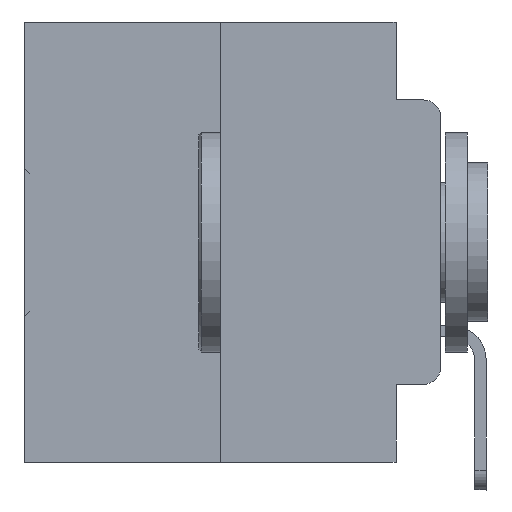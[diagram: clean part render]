
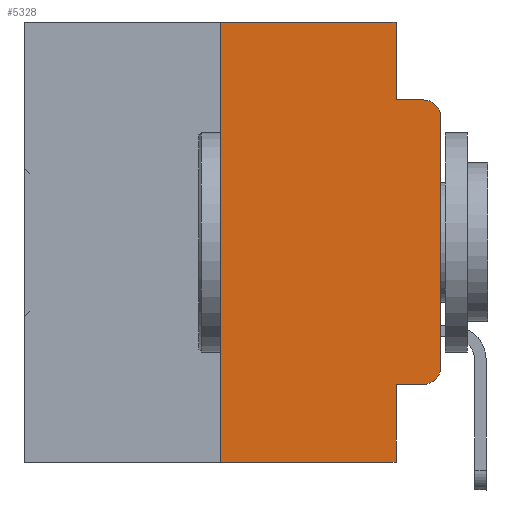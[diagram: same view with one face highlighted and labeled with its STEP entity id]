
A CAD part, left-side view. The second image highlights one B-rep face of the part: STEP entity #5328.
In plain terms, the highlighted planar face has unit normal (-1, 0, 0).
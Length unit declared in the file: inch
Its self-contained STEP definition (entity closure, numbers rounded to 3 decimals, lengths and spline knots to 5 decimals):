
#331 = CARTESIAN_POINT ( 'NONE',  ( 0., 0.051, -0.4115 ) ) ;
#339 = EDGE_CURVE ( 'NONE', #8655, #19946, #18768, .T. ) ;
#1204 = CARTESIAN_POINT ( 'NONE',  ( 0., 0.051, 0. ) ) ;
#1613 = VECTOR ( 'NONE', #30324, 39.37008 ) ;
#1817 = DIRECTION ( 'NONE',  ( 0., -1., 0. ) ) ;
#2461 = LINE ( 'NONE', #27236, #8973 ) ;
#2728 = DIRECTION ( 'NONE',  ( 0., 0., -1. ) ) ;
#3167 = LINE ( 'NONE', #17218, #4408 ) ;
#3341 = VECTOR ( 'NONE', #31123, 39.37008 ) ;
#4408 = VECTOR ( 'NONE', #1817, 39.37008 ) ;
#5328 = ADVANCED_FACE ( 'NONE', ( #33538 ), #22520, .F. ) ;
#5909 = VECTOR ( 'NONE', #26406, 39.37008 ) ;
#6185 = VECTOR ( 'NONE', #21923, 39.37008 ) ;
#6434 = VERTEX_POINT ( 'NONE', #1204 ) ;
#6908 = CIRCLE ( 'NONE', #29978, 0.02 ) ;
#7148 = VERTEX_POINT ( 'NONE', #26008 ) ;
#7477 = ORIENTED_EDGE ( 'NONE', *, *, #12778, .F. ) ;
#7874 = VECTOR ( 'NONE', #13353, 39.37008 ) ;
#8264 = CARTESIAN_POINT ( 'NONE',  ( 0., 0.051, 0. ) ) ;
#8353 = DIRECTION ( 'NONE',  ( 0., 0., -1. ) ) ;
#8655 = VERTEX_POINT ( 'NONE', #14516 ) ;
#8973 = VECTOR ( 'NONE', #32203, 39.37008 ) ;
#10760 = EDGE_CURVE ( 'NONE', #17789, #13893, #25515, .T. ) ;
#11095 = EDGE_LOOP ( 'NONE', ( #31050, #12839, #17288, #7477, #28835, #32695, #19128, #19490, #27895, #32823 ) ) ;
#11274 = CARTESIAN_POINT ( 'NONE',  ( 0., 0.02, -0.1085 ) ) ;
#11375 = CARTESIAN_POINT ( 'NONE',  ( 0., 0.051, -0.0885 ) ) ;
#11558 = CARTESIAN_POINT ( 'NONE',  ( 0., 0., -0.3915 ) ) ;
#12056 = DIRECTION ( 'NONE',  ( 1., 0., 0. ) ) ;
#12716 = CARTESIAN_POINT ( 'NONE',  ( 0., 0.02, -0.3915 ) ) ;
#12778 = EDGE_CURVE ( 'NONE', #6434, #7148, #21269, .T. ) ;
#12839 = ORIENTED_EDGE ( 'NONE', *, *, #30416, .T. ) ;
#13028 = CARTESIAN_POINT ( 'NONE',  ( 0., 0.25, 0. ) ) ;
#13353 = DIRECTION ( 'NONE',  ( 0., 0., -1. ) ) ;
#13604 = VERTEX_POINT ( 'NONE', #11558 ) ;
#13893 = VERTEX_POINT ( 'NONE', #23806 ) ;
#14516 = CARTESIAN_POINT ( 'NONE',  ( 0., 0.25, -0.5 ) ) ;
#14648 = VERTEX_POINT ( 'NONE', #19121 ) ;
#16501 = AXIS2_PLACEMENT_3D ( 'NONE', #27999, #12056, #30267 ) ;
#16833 = CARTESIAN_POINT ( 'NONE',  ( 0., 0.473, 0. ) ) ;
#17218 = CARTESIAN_POINT ( 'NONE',  ( 0., 0.473, -0.5 ) ) ;
#17288 = ORIENTED_EDGE ( 'NONE', *, *, #24211, .F. ) ;
#17789 = VERTEX_POINT ( 'NONE', #331 ) ;
#17918 = LINE ( 'NONE', #16833, #31257 ) ;
#17993 = CARTESIAN_POINT ( 'NONE',  ( 0., 0.02, -0.0885 ) ) ;
#18268 = DIRECTION ( 'NONE',  ( -1., 0., 0. ) ) ;
#18768 = LINE ( 'NONE', #13028, #3341 ) ;
#19121 = CARTESIAN_POINT ( 'NONE',  ( 0., 0., -0.1085 ) ) ;
#19128 = ORIENTED_EDGE ( 'NONE', *, *, #26705, .T. ) ;
#19490 = ORIENTED_EDGE ( 'NONE', *, *, #10760, .F. ) ;
#19946 = VERTEX_POINT ( 'NONE', #20971 ) ;
#20971 = CARTESIAN_POINT ( 'NONE',  ( 0., 0.25, 0. ) ) ;
#21269 = LINE ( 'NONE', #8264, #7874 ) ;
#21613 = LINE ( 'NONE', #11375, #6185 ) ;
#21687 = CARTESIAN_POINT ( 'NONE',  ( 0., 0.051, -0.4115 ) ) ;
#21923 = DIRECTION ( 'NONE',  ( 0., -1., 0. ) ) ;
#22463 = CARTESIAN_POINT ( 'NONE',  ( 0., 0.051, 0. ) ) ;
#22520 = PLANE ( 'NONE',  #16501 ) ;
#23806 = CARTESIAN_POINT ( 'NONE',  ( 0., 0.051, -0.5 ) ) ;
#24211 = EDGE_CURVE ( 'NONE', #7148, #31194, #21613, .T. ) ;
#24842 = EDGE_CURVE ( 'NONE', #13604, #14648, #2461, .T. ) ;
#25515 = LINE ( 'NONE', #22463, #1613 ) ;
#26008 = CARTESIAN_POINT ( 'NONE',  ( 0., 0.051, -0.0885 ) ) ;
#26406 = DIRECTION ( 'NONE',  ( 0., -1., 0. ) ) ;
#26559 = DIRECTION ( 'NONE',  ( -1., 0., 0. ) ) ;
#26600 = CARTESIAN_POINT ( 'NONE',  ( 0., 0.02, -0.4115 ) ) ;
#26705 = EDGE_CURVE ( 'NONE', #8655, #13893, #3167, .T. ) ;
#27236 = CARTESIAN_POINT ( 'NONE',  ( 0., 0., 0. ) ) ;
#27372 = LINE ( 'NONE', #21687, #5909 ) ;
#27795 = EDGE_CURVE ( 'NONE', #17789, #28508, #27372, .T. ) ;
#27895 = ORIENTED_EDGE ( 'NONE', *, *, #27795, .T. ) ;
#27999 = CARTESIAN_POINT ( 'NONE',  ( 0., 0.473, 0. ) ) ;
#28508 = VERTEX_POINT ( 'NONE', #26600 ) ;
#28835 = ORIENTED_EDGE ( 'NONE', *, *, #31597, .F. ) ;
#29978 = AXIS2_PLACEMENT_3D ( 'NONE', #12716, #18268, #2728 ) ;
#30191 = AXIS2_PLACEMENT_3D ( 'NONE', #11274, #26559, #8353 ) ;
#30267 = DIRECTION ( 'NONE',  ( 0., 0., -1. ) ) ;
#30324 = DIRECTION ( 'NONE',  ( 0., 0., -1. ) ) ;
#30416 = EDGE_CURVE ( 'NONE', #14648, #31194, #32405, .T. ) ;
#30578 = EDGE_CURVE ( 'NONE', #28508, #13604, #6908, .T. ) ;
#31050 = ORIENTED_EDGE ( 'NONE', *, *, #24842, .T. ) ;
#31123 = DIRECTION ( 'NONE',  ( 0., 0., 1. ) ) ;
#31194 = VERTEX_POINT ( 'NONE', #17993 ) ;
#31257 = VECTOR ( 'NONE', #32398, 39.37008 ) ;
#31597 = EDGE_CURVE ( 'NONE', #19946, #6434, #17918, .T. ) ;
#32203 = DIRECTION ( 'NONE',  ( 0., 0., 1. ) ) ;
#32398 = DIRECTION ( 'NONE',  ( 0., -1., 0. ) ) ;
#32405 = CIRCLE ( 'NONE', #30191, 0.02 ) ;
#32695 = ORIENTED_EDGE ( 'NONE', *, *, #339, .F. ) ;
#32823 = ORIENTED_EDGE ( 'NONE', *, *, #30578, .T. ) ;
#33538 = FACE_OUTER_BOUND ( 'NONE', #11095, .T. ) ;
